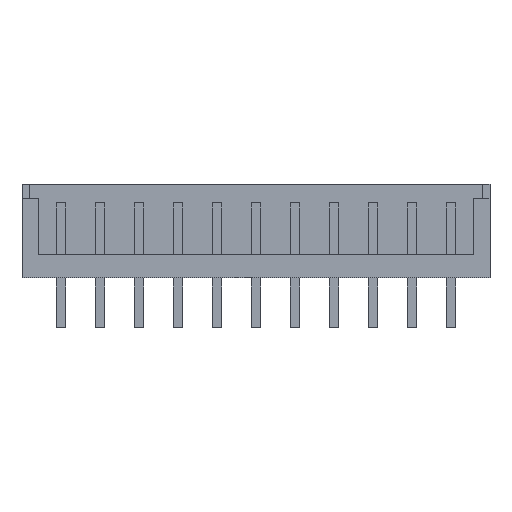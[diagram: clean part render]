
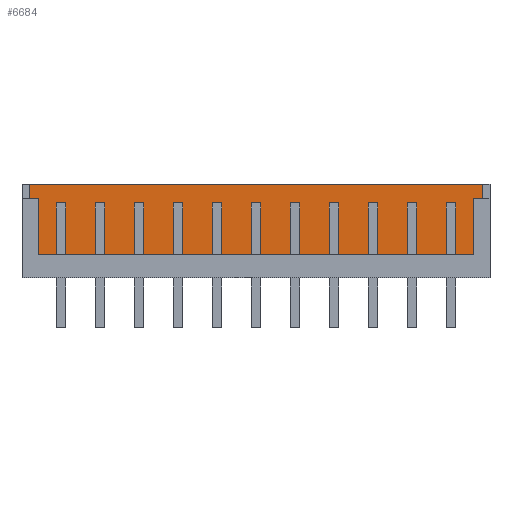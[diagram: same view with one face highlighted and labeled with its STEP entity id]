
A CAD part, front view. The second image highlights one B-rep face of the part: STEP entity #6684.
In plain terms, the highlighted planar face has unit normal (0, -1, 0).
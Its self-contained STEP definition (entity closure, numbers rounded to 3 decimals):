
#1642 = PLANE('',#1643);
#1643 = AXIS2_PLACEMENT_3D('',#1644,#1645,#1646);
#1644 = CARTESIAN_POINT('',(27.5,-0.2,6.));
#1645 = DIRECTION('',(0.,0.,-1.));
#1646 = DIRECTION('',(0.,1.,0.));
#1953 = PLANE('',#1954);
#1954 = AXIS2_PLACEMENT_3D('',#1955,#1956,#1957);
#1955 = CARTESIAN_POINT('',(27.05,1.098,1.5));
#1956 = DIRECTION('',(0.,0.,-1.));
#1957 = DIRECTION('',(0.,1.,0.));
#4248 = VERTEX_POINT('',#4249);
#4249 = CARTESIAN_POINT('',(27.05,1.098,6.));
#4265 = PLANE('',#4266);
#4266 = AXIS2_PLACEMENT_3D('',#4267,#4268,#4269);
#4267 = CARTESIAN_POINT('',(27.05,1.098,1.5));
#4268 = DIRECTION('',(-1.,0.,0.));
#4269 = DIRECTION('',(0.,-1.,0.));
#4325 = VERTEX_POINT('',#4326);
#4326 = CARTESIAN_POINT('',(-2.05,1.098,6.));
#4340 = PLANE('',#4341);
#4341 = AXIS2_PLACEMENT_3D('',#4342,#4343,#4344);
#4342 = CARTESIAN_POINT('',(-2.05,1.098,1.5));
#4343 = DIRECTION('',(1.,0.,0.));
#4344 = DIRECTION('',(0.,1.,0.));
#4352 = EDGE_CURVE('',#4325,#4248,#4353,.T.);
#4353 = SURFACE_CURVE('',#4354,(#4358,#4365),.PCURVE_S1.);
#4354 = LINE('',#4355,#4356);
#4355 = CARTESIAN_POINT('',(-2.05,1.098,6.));
#4356 = VECTOR('',#4357,1.);
#4357 = DIRECTION('',(1.,0.,0.));
#4358 = PCURVE('',#1642,#4359);
#4359 = DEFINITIONAL_REPRESENTATION('',(#4360),#4364);
#4360 = LINE('',#4361,#4362);
#4361 = CARTESIAN_POINT('',(1.298,-29.55));
#4362 = VECTOR('',#4363,1.);
#4363 = DIRECTION('',(0.,1.));
#4364 = ( GEOMETRIC_REPRESENTATION_CONTEXT(2) 
PARAMETRIC_REPRESENTATION_CONTEXT() REPRESENTATION_CONTEXT('2D SPACE',''
  ) );
#4365 = PCURVE('',#4366,#4371);
#4366 = PLANE('',#4367);
#4367 = AXIS2_PLACEMENT_3D('',#4368,#4369,#4370);
#4368 = CARTESIAN_POINT('',(-2.05,1.098,1.5));
#4369 = DIRECTION('',(0.,-1.,0.));
#4370 = DIRECTION('',(1.,0.,0.));
#4371 = DEFINITIONAL_REPRESENTATION('',(#4372),#4376);
#4372 = LINE('',#4373,#4374);
#4373 = CARTESIAN_POINT('',(0.,4.5));
#4374 = VECTOR('',#4375,1.);
#4375 = DIRECTION('',(1.,0.));
#4376 = ( GEOMETRIC_REPRESENTATION_CONTEXT(2) 
PARAMETRIC_REPRESENTATION_CONTEXT() REPRESENTATION_CONTEXT('2D SPACE',''
  ) );
#6130 = VERTEX_POINT('',#6131);
#6131 = CARTESIAN_POINT('',(27.05,1.098,1.5));
#6152 = EDGE_CURVE('',#6153,#6130,#6155,.T.);
#6153 = VERTEX_POINT('',#6154);
#6154 = CARTESIAN_POINT('',(-2.05,1.098,1.5));
#6155 = SURFACE_CURVE('',#6156,(#6160,#6167),.PCURVE_S1.);
#6156 = LINE('',#6157,#6158);
#6157 = CARTESIAN_POINT('',(-2.05,1.098,1.5));
#6158 = VECTOR('',#6159,1.);
#6159 = DIRECTION('',(1.,0.,0.));
#6160 = PCURVE('',#1953,#6161);
#6161 = DEFINITIONAL_REPRESENTATION('',(#6162),#6166);
#6162 = LINE('',#6163,#6164);
#6163 = CARTESIAN_POINT('',(0.,-29.1));
#6164 = VECTOR('',#6165,1.);
#6165 = DIRECTION('',(0.,1.));
#6166 = ( GEOMETRIC_REPRESENTATION_CONTEXT(2) 
PARAMETRIC_REPRESENTATION_CONTEXT() REPRESENTATION_CONTEXT('2D SPACE',''
  ) );
#6167 = PCURVE('',#4366,#6168);
#6168 = DEFINITIONAL_REPRESENTATION('',(#6169),#6173);
#6169 = LINE('',#6170,#6171);
#6170 = CARTESIAN_POINT('',(0.,0.));
#6171 = VECTOR('',#6172,1.);
#6172 = DIRECTION('',(1.,0.));
#6173 = ( GEOMETRIC_REPRESENTATION_CONTEXT(2) 
PARAMETRIC_REPRESENTATION_CONTEXT() REPRESENTATION_CONTEXT('2D SPACE',''
  ) );
#6570 = EDGE_CURVE('',#6153,#4325,#6571,.T.);
#6571 = SURFACE_CURVE('',#6572,(#6576,#6583),.PCURVE_S1.);
#6572 = LINE('',#6573,#6574);
#6573 = CARTESIAN_POINT('',(-2.05,1.098,1.5));
#6574 = VECTOR('',#6575,1.);
#6575 = DIRECTION('',(0.,0.,1.));
#6576 = PCURVE('',#4340,#6577);
#6577 = DEFINITIONAL_REPRESENTATION('',(#6578),#6582);
#6578 = LINE('',#6579,#6580);
#6579 = CARTESIAN_POINT('',(0.,0.));
#6580 = VECTOR('',#6581,1.);
#6581 = DIRECTION('',(0.,1.));
#6582 = ( GEOMETRIC_REPRESENTATION_CONTEXT(2) 
PARAMETRIC_REPRESENTATION_CONTEXT() REPRESENTATION_CONTEXT('2D SPACE',''
  ) );
#6583 = PCURVE('',#4366,#6584);
#6584 = DEFINITIONAL_REPRESENTATION('',(#6585),#6589);
#6585 = LINE('',#6586,#6587);
#6586 = CARTESIAN_POINT('',(0.,0.));
#6587 = VECTOR('',#6588,1.);
#6588 = DIRECTION('',(0.,1.));
#6589 = ( GEOMETRIC_REPRESENTATION_CONTEXT(2) 
PARAMETRIC_REPRESENTATION_CONTEXT() REPRESENTATION_CONTEXT('2D SPACE',''
  ) );
#6663 = EDGE_CURVE('',#6130,#4248,#6664,.T.);
#6664 = SURFACE_CURVE('',#6665,(#6669,#6676),.PCURVE_S1.);
#6665 = LINE('',#6666,#6667);
#6666 = CARTESIAN_POINT('',(27.05,1.098,1.5));
#6667 = VECTOR('',#6668,1.);
#6668 = DIRECTION('',(0.,0.,1.));
#6669 = PCURVE('',#4265,#6670);
#6670 = DEFINITIONAL_REPRESENTATION('',(#6671),#6675);
#6671 = LINE('',#6672,#6673);
#6672 = CARTESIAN_POINT('',(0.,0.));
#6673 = VECTOR('',#6674,1.);
#6674 = DIRECTION('',(0.,1.));
#6675 = ( GEOMETRIC_REPRESENTATION_CONTEXT(2) 
PARAMETRIC_REPRESENTATION_CONTEXT() REPRESENTATION_CONTEXT('2D SPACE',''
  ) );
#6676 = PCURVE('',#4366,#6677);
#6677 = DEFINITIONAL_REPRESENTATION('',(#6678),#6682);
#6678 = LINE('',#6679,#6680);
#6679 = CARTESIAN_POINT('',(29.1,0.));
#6680 = VECTOR('',#6681,1.);
#6681 = DIRECTION('',(0.,1.));
#6682 = ( GEOMETRIC_REPRESENTATION_CONTEXT(2) 
PARAMETRIC_REPRESENTATION_CONTEXT() REPRESENTATION_CONTEXT('2D SPACE',''
  ) );
#6684 = ADVANCED_FACE('',(#6685),#4366,.T.);
#6685 = FACE_BOUND('',#6686,.T.);
#6686 = EDGE_LOOP('',(#6687,#6688,#6689,#6690));
#6687 = ORIENTED_EDGE('',*,*,#4352,.F.);
#6688 = ORIENTED_EDGE('',*,*,#6570,.F.);
#6689 = ORIENTED_EDGE('',*,*,#6152,.T.);
#6690 = ORIENTED_EDGE('',*,*,#6663,.T.);
